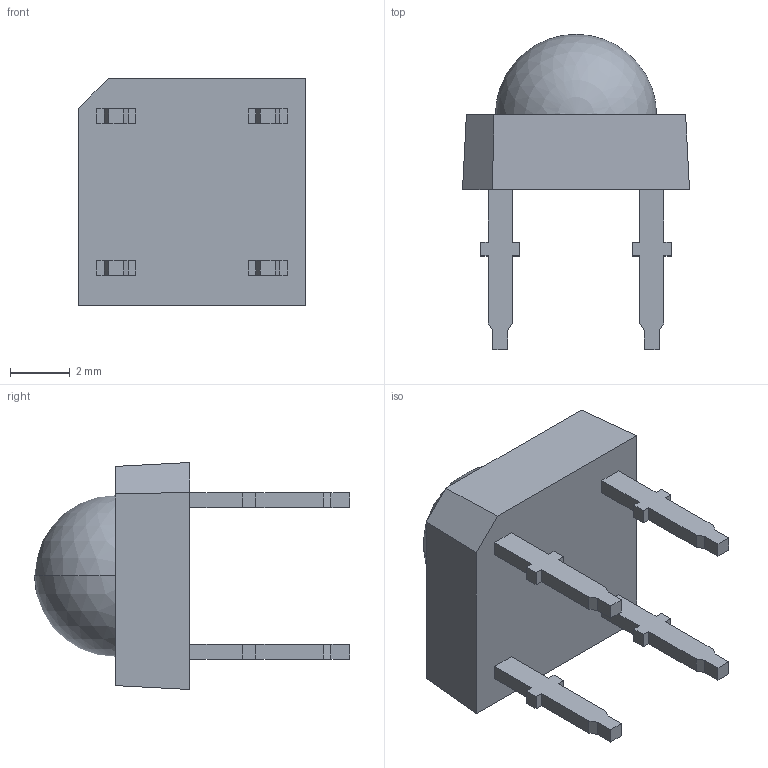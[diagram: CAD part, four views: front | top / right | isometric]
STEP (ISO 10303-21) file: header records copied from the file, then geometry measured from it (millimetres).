
FILE_DESCRIPTION (( 'STEP AP214' ), '1' );
FILE_NAME ('1451.STEP', '2019-05-20T23:21:51', ( '' ), ( '' ), 'SwSTEP 2.0', 'SolidWorks 2017', '' );
FILE_SCHEMA (( 'AUTOMOTIVE_DESIGN' ));
Length unit declared in the file: millimetre
Products named in the file (1): 1451
Bounding box: 7.6 x 10.55 x 7.6 mm (x, y, z)
Volume: 188.1 mm3; surface area: 267.4 mm2
Topology: 5 solids, 5 shells, 81 faces, 215 edges, 143 vertices
Faces by surface type: plane 79, sphere 2
Entity records: 2507 total; most frequent: CARTESIAN_POINT 434, ORIENTED_EDGE 422, DIRECTION 379, EDGE_CURVE 211, VECTOR 207, LINE 207, VERTEX_POINT 141, AXIS2_PLACEMENT_3D 86
